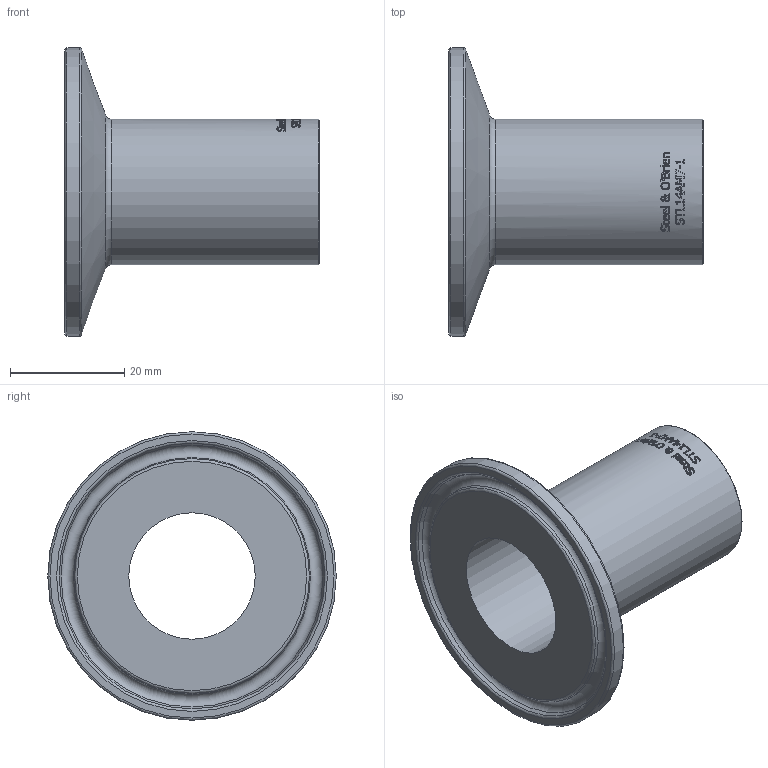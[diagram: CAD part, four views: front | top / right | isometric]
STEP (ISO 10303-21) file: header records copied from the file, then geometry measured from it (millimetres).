
FILE_DESCRIPTION(/* description */ (''),/* implementation_level */ '2;1');
FILE_NAME(/* name */ 'STL14AM7-1.stp',/* time_stamp */ '2018-11-16T14:54:45-05:00',/* author */ ('ken'),/* organization */ (''),/* preprocessor_version */ 'ST-DEVELOPER v15.2',/* originating_system */ 'Autodesk Inventor 2014',/* authorisation */ '');
FILE_SCHEMA (('AUTOMOTIVE_DESIGN { 1 0 10303 214 3 1 1 }'));
Length unit declared in the file: inch
Products named in the file (1): STL14AM7-1
Bounding box: 44.45 x 50.39 x 50.39 mm (x, y, z)
Volume: 12248 mm3; surface area: 9986.1 mm2
Topology: 1 solids, 1 shells, 355 faces, 943 edges, 625 vertices
Faces by surface type: plane 170, bspline 137, cylinder 37, torus 8, cone 3
Full cylindrical faces by diameter (mm): 22.098 x1, 25.4 x1, 50.394 x1
Entity records: 13623 total; most frequent: CARTESIAN_POINT 5517, ORIENTED_EDGE 1858, DIRECTION 1308, EDGE_CURVE 929, VERTEX_POINT 625, LINE 440, VECTOR 440, AXIS2_PLACEMENT_3D 434
